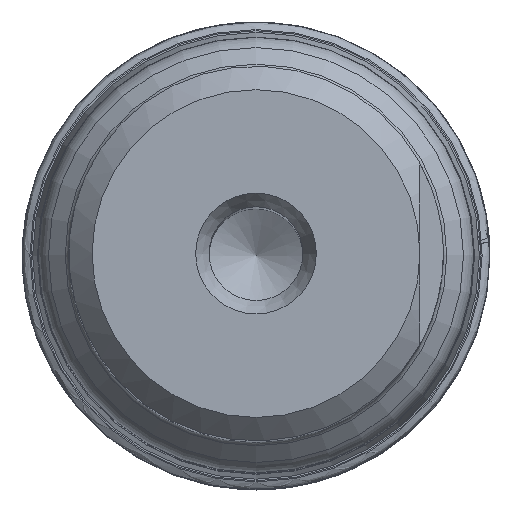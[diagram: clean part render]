
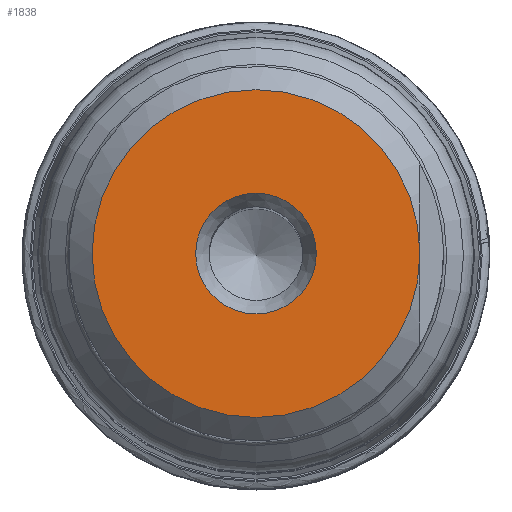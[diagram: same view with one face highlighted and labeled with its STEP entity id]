
A CAD part, top view. The second image highlights one B-rep face of the part: STEP entity #1838.
In plain terms, the highlighted planar face has unit normal (0, 0, 1).
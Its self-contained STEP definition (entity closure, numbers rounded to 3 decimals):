
#1694=PLANE('',#8611);
#1838=ADVANCED_FACE('',(#3147,#3148),#1694,.F.);
#3147=FACE_BOUND('',#3288,.T.);
#3148=FACE_BOUND('',#3289,.T.);
#3288=EDGE_LOOP('',(#3888));
#3289=EDGE_LOOP('',(#3889));
#3888=ORIENTED_EDGE('',*,*,#6955,.T.);
#3889=ORIENTED_EDGE('',*,*,#6956,.F.);
#6224=VERTEX_POINT('',#10978);
#6225=VERTEX_POINT('',#10980);
#6955=EDGE_CURVE('',#6224,#6224,#8133,.T.);
#6956=EDGE_CURVE('',#6225,#6225,#8134,.T.);
#8133=CIRCLE('',#8609,14.);
#8134=CIRCLE('',#8610,5.155);
#8609=AXIS2_PLACEMENT_3D('',#10977,#9251,#9252);
#8610=AXIS2_PLACEMENT_3D('',#10979,#9253,#9254);
#8611=AXIS2_PLACEMENT_3D('',#10981,#9255,#9256);
#9251=DIRECTION('',(0.,0.,1.));
#9252=DIRECTION('',(-1.,0.,0.));
#9253=DIRECTION('',(0.,0.,1.));
#9254=DIRECTION('',(1.,0.,0.));
#9255=DIRECTION('',(0.,0.,-1.));
#9256=DIRECTION('',(-1.,0.,0.));
#10977=CARTESIAN_POINT('',(0.,0.,70.));
#10978=CARTESIAN_POINT('',(14.,0.,70.));
#10979=CARTESIAN_POINT('',(0.,0.,70.));
#10980=CARTESIAN_POINT('',(5.155,0.,70.));
#10981=CARTESIAN_POINT('',(16.,0.,70.));
